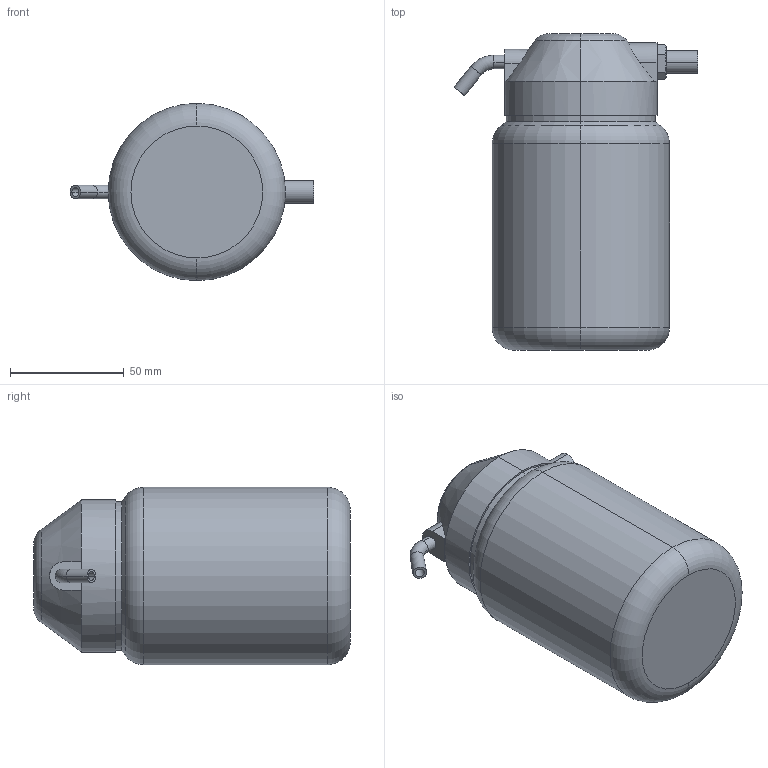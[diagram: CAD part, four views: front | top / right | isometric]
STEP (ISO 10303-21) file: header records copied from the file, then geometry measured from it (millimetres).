
FILE_DESCRIPTION (( 'STEP AP214' ), '1' );
FILE_NAME ('Humidifier.STEP', '2020-04-13T20:47:23', ( '' ), ( '' ), 'SwSTEP 2.0', 'SolidWorks 2020', '' );
FILE_SCHEMA (( 'AUTOMOTIVE_DESIGN' ));
Length unit declared in the file: millimetre
Products named in the file (1): Humidifier
Bounding box: 107.26 x 139.29 x 78 mm (x, y, z)
Volume: 73610.4 mm3; surface area: 75786.4 mm2
Topology: 3 solids, 3 shells, 94 faces, 207 edges, 124 vertices
Faces by surface type: cylinder 30, plane 27, torus 18, cone 15, bspline 4
Entity records: 4028 total; most frequent: CARTESIAN_POINT 1189, DIRECTION 469, ORIENTED_EDGE 414, EDGE_CURVE 207, AXIS2_PLACEMENT_3D 202, VERTEX_POINT 124, CIRCLE 111, EDGE_LOOP 105
